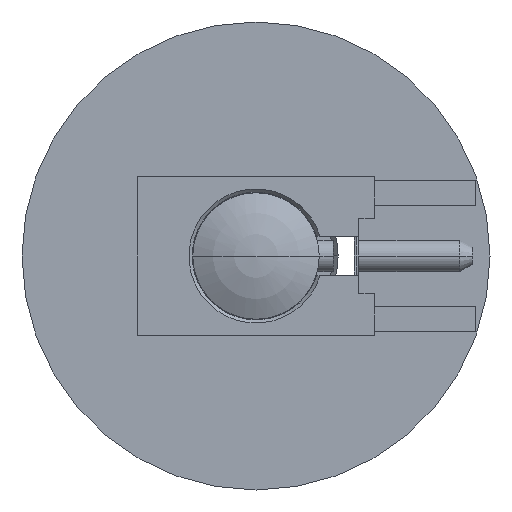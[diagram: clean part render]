
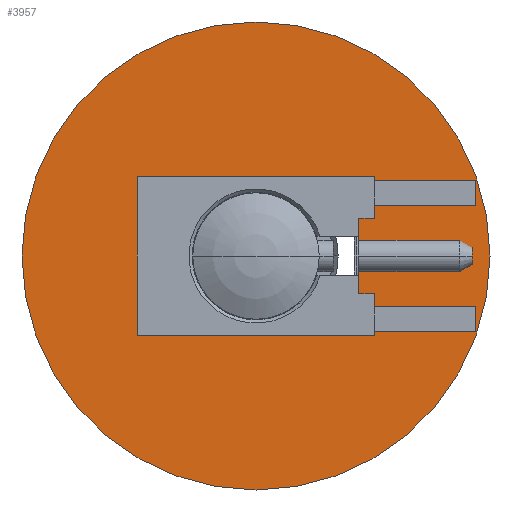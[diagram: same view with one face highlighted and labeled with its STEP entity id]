
A CAD part, left-side view. The second image highlights one B-rep face of the part: STEP entity #3957.
In plain terms, the highlighted planar face has unit normal (-1, 0, 0).
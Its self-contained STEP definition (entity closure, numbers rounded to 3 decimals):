
#1=DIRECTION('',(0.,-1.,0.));
#2=VECTOR('',#1,8.89);
#3=CARTESIAN_POINT('',(12.01,4.765,-3.175));
#4=LINE('',#3,#2);
#5=DIRECTION('',(0.,0.,1.));
#6=VECTOR('',#5,6.35);
#7=CARTESIAN_POINT('',(12.01,-4.125,-3.175));
#8=LINE('',#7,#6);
#9=DIRECTION('',(0.,1.,0.));
#10=VECTOR('',#9,8.89);
#11=CARTESIAN_POINT('',(12.01,-4.125,3.175));
#12=LINE('',#11,#10);
#13=DIRECTION('',(0.,0.,-1.));
#14=VECTOR('',#13,6.35);
#15=CARTESIAN_POINT('',(12.01,4.765,3.175));
#16=LINE('',#15,#14);
#17=CARTESIAN_POINT('',(12.01,0.,0.));
#18=DIRECTION('',(-1.,0.,0.));
#19=DIRECTION('',(0.,-1.,0.));
#20=AXIS2_PLACEMENT_3D('',#17,#18,#19);
#30=CARTESIAN_POINT('',(12.01,0.,0.));
#31=DIRECTION('',(1.,0.,0.));
#32=DIRECTION('',(0.,-1.,0.));
#33=AXIS2_PLACEMENT_3D('',#30,#31,#32);
#3528=CARTESIAN_POINT('',(12.01,-9.4,0.));
#3530=VERTEX_POINT('',#3528);
#3532=CARTESIAN_POINT('',(12.01,9.4,0.));
#3534=VERTEX_POINT('',#3532);
#3568=CARTESIAN_POINT('',(12.01,4.765,3.175));
#3569=CARTESIAN_POINT('',(12.01,4.765,-3.175));
#3570=VERTEX_POINT('',#3568);
#3571=VERTEX_POINT('',#3569);
#3816=CARTESIAN_POINT('',(12.01,-4.125,-3.175));
#3817=VERTEX_POINT('',#3816);
#3824=CARTESIAN_POINT('',(12.01,-4.125,3.175));
#3825=VERTEX_POINT('',#3824);
#3936=CARTESIAN_POINT('',(12.01,0.,0.));
#3937=DIRECTION('',(-1.,0.,0.));
#3938=DIRECTION('',(0.,1.,0.));
#3939=AXIS2_PLACEMENT_3D('',#3936,#3937,#3938);
#3940=PLANE('',#3939);
#3942=ORIENTED_EDGE('',*,*,#3941,.F.);
#3944=ORIENTED_EDGE('',*,*,#3943,.T.);
#3945=EDGE_LOOP('',(#3942,#3944));
#3946=FACE_OUTER_BOUND('',#3945,.F.);
#3948=ORIENTED_EDGE('',*,*,#3947,.T.);
#3950=ORIENTED_EDGE('',*,*,#3949,.T.);
#3952=ORIENTED_EDGE('',*,*,#3951,.T.);
#3954=ORIENTED_EDGE('',*,*,#3953,.T.);
#3955=EDGE_LOOP('',(#3948,#3950,#3952,#3954));
#3956=FACE_BOUND('',#3955,.F.);
#21=CIRCLE('',#20,9.4);
#34=CIRCLE('',#33,9.4);
#3941=EDGE_CURVE('',#3530,#3534,#21,.T.);
#3943=EDGE_CURVE('',#3530,#3534,#34,.T.);
#3947=EDGE_CURVE('',#3571,#3817,#4,.T.);
#3949=EDGE_CURVE('',#3817,#3825,#8,.T.);
#3951=EDGE_CURVE('',#3825,#3570,#12,.T.);
#3953=EDGE_CURVE('',#3570,#3571,#16,.T.);
#3957=ADVANCED_FACE('',(#3946,#3956),#3940,.T.);
